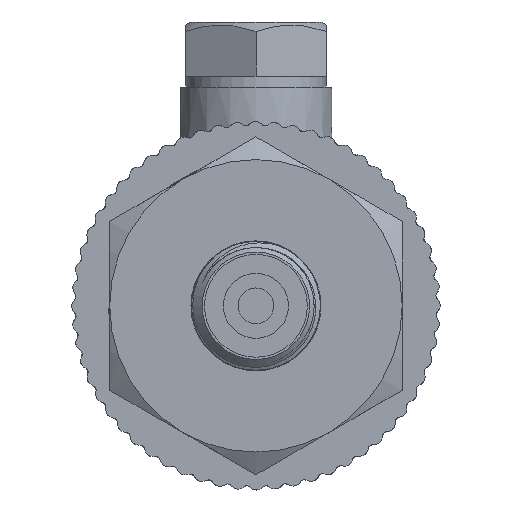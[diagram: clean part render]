
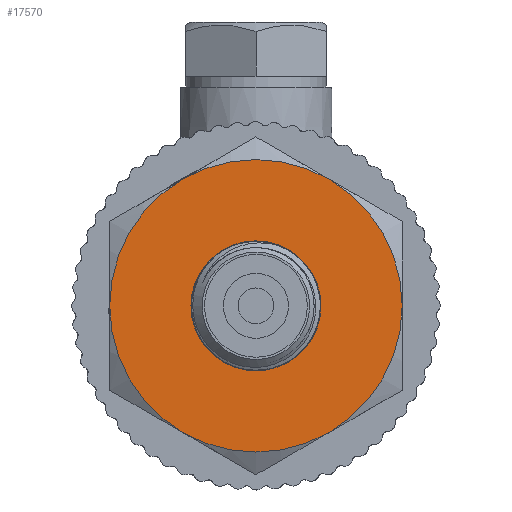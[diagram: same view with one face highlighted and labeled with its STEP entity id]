
A CAD part, left-side view. The second image highlights one B-rep face of the part: STEP entity #17570.
In plain terms, the highlighted face is planar.
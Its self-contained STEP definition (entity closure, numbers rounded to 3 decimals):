
#212=FACE_BOUND('',#2866,.T.);
#839=PLANE('',#18730);
#1833=FACE_OUTER_BOUND('',#2865,.T.);
#2865=EDGE_LOOP('',(#16228));
#2866=EDGE_LOOP('',(#16229));
#3421=CIRCLE('',#18729,13.5);
#3422=CIRCLE('',#18731,6.);
#8157=VERTEX_POINT('',#55445);
#8158=VERTEX_POINT('',#55449);
#10851=EDGE_CURVE('',#8157,#8157,#3421,.T.);
#10853=EDGE_CURVE('',#8158,#8158,#3422,.T.);
#16228=ORIENTED_EDGE('',*,*,#10851,.T.);
#16229=ORIENTED_EDGE('',*,*,#10853,.F.);
#17570=ADVANCED_FACE('',(#1833,#212),#839,.T.);
#18729=AXIS2_PLACEMENT_3D('',#55446,#21768,#21769);
#18730=AXIS2_PLACEMENT_3D('',#55448,#21771,#21772);
#18731=AXIS2_PLACEMENT_3D('',#55450,#21773,#21774);
#21768=DIRECTION('center_axis',(1.,0.,0.));
#21769=DIRECTION('ref_axis',(0.,0.,-1.));
#21771=DIRECTION('center_axis',(1.,0.,0.));
#21772=DIRECTION('ref_axis',(0.,0.,-1.));
#21773=DIRECTION('center_axis',(1.,0.,0.));
#21774=DIRECTION('ref_axis',(0.,0.,-1.));
#55445=CARTESIAN_POINT('',(-11.,-13.5,0.));
#55446=CARTESIAN_POINT('Origin',(-11.,0.,0.));
#55448=CARTESIAN_POINT('Origin',(-11.,6.,0.));
#55449=CARTESIAN_POINT('',(-11.,0.,6.));
#55450=CARTESIAN_POINT('Origin',(-11.,0.,0.));
